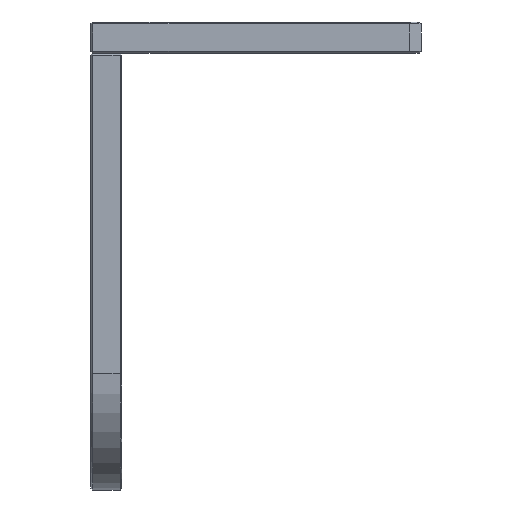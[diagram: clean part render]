
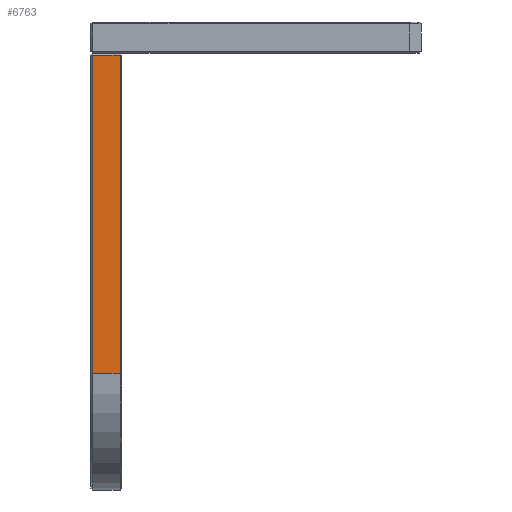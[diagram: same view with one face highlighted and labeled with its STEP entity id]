
A CAD part, left-side view. The second image highlights one B-rep face of the part: STEP entity #6763.
In plain terms, the highlighted planar face has unit normal (-1, 0, 0).
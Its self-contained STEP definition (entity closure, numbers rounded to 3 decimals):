
#216 = ORIENTED_EDGE ( 'NONE', *, *, #1761, .T. ) ;
#583 = VERTEX_POINT ( 'NONE', #1281 ) ;
#1048 = CARTESIAN_POINT ( 'NONE',  ( 105.186, 133.718, 103.486 ) ) ;
#1112 = EDGE_LOOP ( 'NONE', ( #1126, #1525, #216, #7048 ) ) ;
#1126 = ORIENTED_EDGE ( 'NONE', *, *, #5872, .T. ) ;
#1265 = DIRECTION ( 'NONE',  ( 0., -1., 0. ) ) ;
#1281 = CARTESIAN_POINT ( 'NONE',  ( 105.186, 133.718, 103.486 ) ) ;
#1525 = ORIENTED_EDGE ( 'NONE', *, *, #2527, .T. ) ;
#1608 = VECTOR ( 'NONE', #1823, 1000. ) ;
#1761 = EDGE_CURVE ( 'NONE', #4426, #583, #3058, .T. ) ;
#1788 = CARTESIAN_POINT ( 'NONE',  ( 105.186, 141.218, 103.486 ) ) ;
#1823 = DIRECTION ( 'NONE',  ( 0., -1., 0. ) ) ;
#2026 = VECTOR ( 'NONE', #2220, 1000. ) ;
#2108 = DIRECTION ( 'NONE',  ( 0., 0., -1. ) ) ;
#2220 = DIRECTION ( 'NONE',  ( 0., 1., 0. ) ) ;
#2524 = VERTEX_POINT ( 'NONE', #3936 ) ;
#2527 = EDGE_CURVE ( 'NONE', #2524, #4426, #6330, .T. ) ;
#3058 = LINE ( 'NONE', #6851, #1608 ) ;
#3531 = LINE ( 'NONE', #1048, #5886 ) ;
#3627 = FACE_OUTER_BOUND ( 'NONE', #1112, .T. ) ;
#3936 = CARTESIAN_POINT ( 'NONE',  ( 105.186, 140.718, 185.476 ) ) ;
#4159 = VERTEX_POINT ( 'NONE', #6860 ) ;
#4173 = CARTESIAN_POINT ( 'NONE',  ( 105.186, 140.718, 103.486 ) ) ;
#4174 = CARTESIAN_POINT ( 'NONE',  ( 105.186, 141.218, 185.476 ) ) ;
#4426 = VERTEX_POINT ( 'NONE', #4173 ) ;
#4483 = AXIS2_PLACEMENT_3D ( 'NONE', #1788, #7413, #1265 ) ;
#5310 = LINE ( 'NONE', #4174, #2026 ) ;
#5870 = EDGE_CURVE ( 'NONE', #583, #4159, #3531, .T. ) ;
#5872 = EDGE_CURVE ( 'NONE', #4159, #2524, #5310, .T. ) ;
#5886 = VECTOR ( 'NONE', #5913, 1000. ) ;
#5913 = DIRECTION ( 'NONE',  ( 0., 0., 1. ) ) ;
#6005 = PLANE ( 'NONE',  #4483 ) ;
#6330 = LINE ( 'NONE', #6933, #7608 ) ;
#6763 = ADVANCED_FACE ( 'NONE', ( #3627 ), #6005, .T. ) ;
#6851 = CARTESIAN_POINT ( 'NONE',  ( 105.186, 141.218, 103.486 ) ) ;
#6860 = CARTESIAN_POINT ( 'NONE',  ( 105.186, 133.718, 185.476 ) ) ;
#6933 = CARTESIAN_POINT ( 'NONE',  ( 105.186, 140.718, 103.486 ) ) ;
#7048 = ORIENTED_EDGE ( 'NONE', *, *, #5870, .T. ) ;
#7413 = DIRECTION ( 'NONE',  ( -1., 0., 0. ) ) ;
#7608 = VECTOR ( 'NONE', #2108, 1000. ) ;
